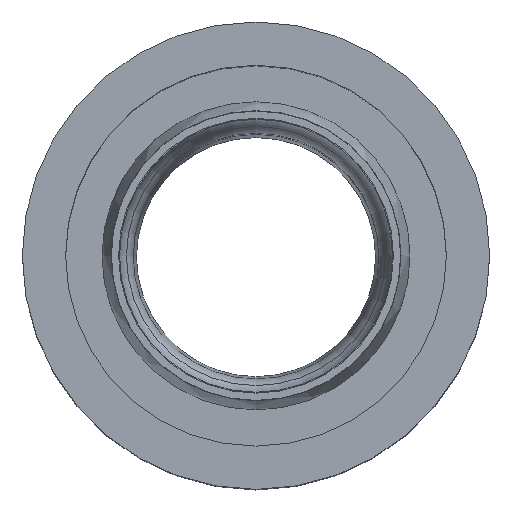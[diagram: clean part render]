
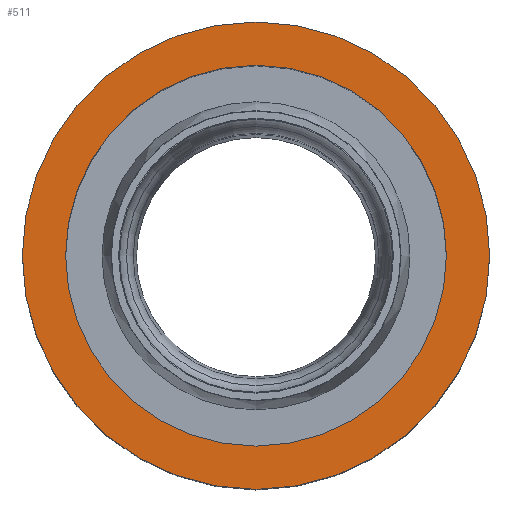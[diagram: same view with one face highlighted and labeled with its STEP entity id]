
A CAD part, top view. The second image highlights one B-rep face of the part: STEP entity #511.
In plain terms, the highlighted planar face has unit normal (0, 0, 1).
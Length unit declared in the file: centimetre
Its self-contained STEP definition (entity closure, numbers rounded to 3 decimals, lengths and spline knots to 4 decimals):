
#45=FACE_BOUND('',#120,.T.);
#51=PLANE('',#602);
#83=FACE_OUTER_BOUND('',#119,.T.);
#119=EDGE_LOOP('',(#467));
#120=EDGE_LOOP('',(#468));
#206=CIRCLE('',#598,38.7);
#207=CIRCLE('',#600,47.5);
#252=VERTEX_POINT('',#1042);
#253=VERTEX_POINT('',#1046);
#323=EDGE_CURVE('',#252,#252,#206,.T.);
#324=EDGE_CURVE('',#253,#253,#207,.T.);
#467=ORIENTED_EDGE('',*,*,#324,.T.);
#468=ORIENTED_EDGE('',*,*,#323,.T.);
#511=ADVANCED_FACE('',(#83,#45),#51,.T.);
#598=AXIS2_PLACEMENT_3D('',#1044,#782,#783);
#600=AXIS2_PLACEMENT_3D('',#1047,#786,#787);
#602=AXIS2_PLACEMENT_3D('',#1051,#791,#792);
#782=DIRECTION('center_axis',(0.,0.,-1.));
#783=DIRECTION('ref_axis',(-1.,0.,0.));
#786=DIRECTION('center_axis',(0.,0.,1.));
#787=DIRECTION('ref_axis',(-1.,0.,0.));
#791=DIRECTION('center_axis',(0.,0.,1.));
#792=DIRECTION('ref_axis',(1.,0.,0.));
#1042=CARTESIAN_POINT('',(740.2113,155.0351,66.5521));
#1044=CARTESIAN_POINT('Origin',(701.5113,155.0351,66.5521));
#1046=CARTESIAN_POINT('',(749.0113,155.0351,66.5521));
#1047=CARTESIAN_POINT('Origin',(701.5113,155.0351,66.5521));
#1051=CARTESIAN_POINT('Origin',(701.5113,155.0351,66.5521));
